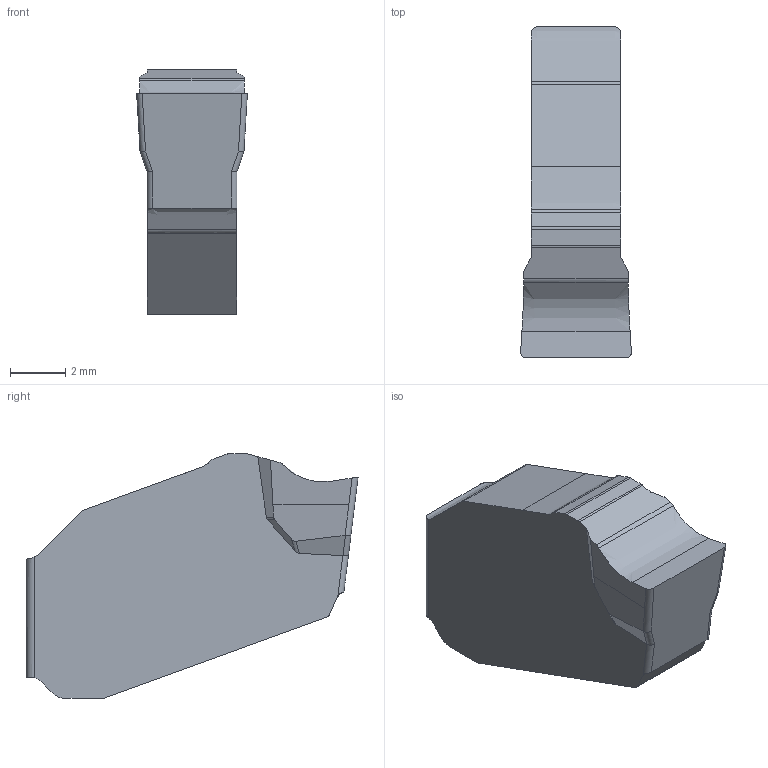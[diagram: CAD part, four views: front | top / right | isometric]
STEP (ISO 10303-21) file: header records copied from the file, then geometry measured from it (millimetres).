
FILE_DESCRIPTION(/* description */ (''),/* implementation_level */ '2;1');
FILE_NAME(/* name */ 'aaa340722_a.stp',/* time_stamp */ '2019-10-07T15:51:29+02:00',/* author */ (''),/* organization */ ('SMS'),/* preprocessor_version */ 'ST-DEVELOPER v16.7',/* originating_system */ 'SIEMENS PLM Software NX 12.0',/* authorisation */ '');
FILE_SCHEMA (('AUTOMOTIVE_DESIGN { 1 0 10303 214 3 1 1 1 }'));
Length unit declared in the file: millimetre
Products named in the file (1): AAA340722_A
Bounding box: 4 x 12 x 8.85 mm (x, y, z)
Volume: 244.1 mm3; surface area: 263 mm2
Topology: 1 solids, 1 shells, 48 faces, 139 edges, 95 vertices
Faces by surface type: plane 23, cylinder 20, extrusion 5
Entity records: 2006 total; most frequent: CARTESIAN_POINT 642, ORIENTED_EDGE 278, DIRECTION 256, EDGE_CURVE 139, VERTEX_POINT 94, VECTOR 92, LINE 87, AXIS2_PLACEMENT_3D 82
